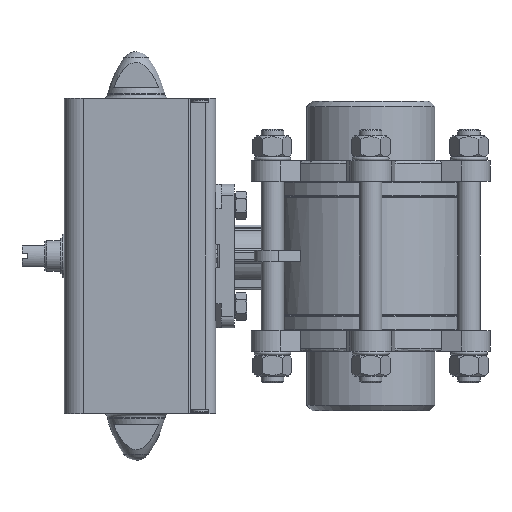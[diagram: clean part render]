
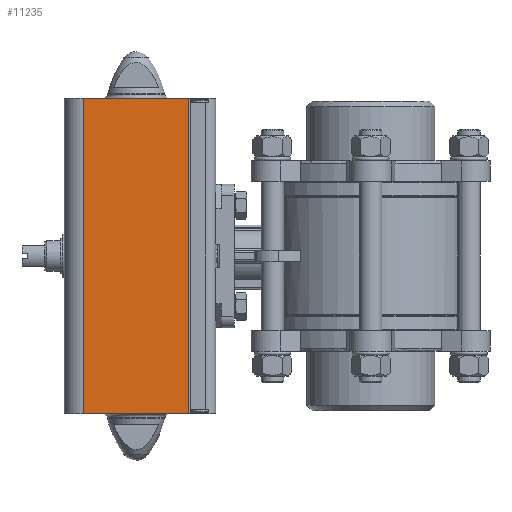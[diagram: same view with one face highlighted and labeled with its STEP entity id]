
A CAD part, left-side view. The second image highlights one B-rep face of the part: STEP entity #11235.
In plain terms, the highlighted planar face has unit normal (-1, 0, 0).
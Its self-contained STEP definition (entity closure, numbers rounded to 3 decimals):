
#3279=ORIENTED_EDGE('',*,*,#5271,.T.);
#3280=ORIENTED_EDGE('',*,*,#5272,.F.);
#3281=ORIENTED_EDGE('',*,*,#5273,.F.);
#3282=ORIENTED_EDGE('',*,*,#5274,.T.);
#5271=EDGE_CURVE('',#6473,#6474,#7307,.T.);
#5272=EDGE_CURVE('',#6475,#6474,#7308,.T.);
#5273=EDGE_CURVE('',#6476,#6475,#7309,.T.);
#5274=EDGE_CURVE('',#6476,#6473,#7310,.T.);
#6473=VERTEX_POINT('',#19730);
#6474=VERTEX_POINT('',#19731);
#6475=VERTEX_POINT('',#19733);
#6476=VERTEX_POINT('',#19735);
#7307=LINE('',#19729,#8095);
#7308=LINE('',#19732,#8096);
#7309=LINE('',#19734,#8097);
#7310=LINE('',#19736,#8098);
#8095=VECTOR('',#14964,1000.);
#8096=VECTOR('',#14965,1000.);
#8097=VECTOR('',#14966,1000.);
#8098=VECTOR('',#14967,1000.);
#9025=EDGE_LOOP('',(#3279,#3280,#3281,#3282));
#10026=FACE_BOUND('',#9025,.T.);
#10640=PLANE('',#12387);
#11235=ADVANCED_FACE('',(#10026),#10640,.F.);
#12387=AXIS2_PLACEMENT_3D('',#19728,#14962,#14963);
#14962=DIRECTION('',(1.,0.,0.));
#14963=DIRECTION('',(0.,0.,-1.));
#14964=DIRECTION('',(0.,-1.,0.));
#14965=DIRECTION('',(0.,0.,-1.));
#14966=DIRECTION('',(0.,-1.,0.));
#14967=DIRECTION('',(0.,0.,-1.));
#19728=CARTESIAN_POINT('',(-51.,37.56,111.95));
#19729=CARTESIAN_POINT('',(-51.,37.56,-111.95));
#19730=CARTESIAN_POINT('',(-51.,37.56,-111.95));
#19731=CARTESIAN_POINT('',(-51.,-37.3,-111.95));
#19732=CARTESIAN_POINT('',(-51.,-37.3,111.95));
#19733=CARTESIAN_POINT('',(-51.,-37.3,111.95));
#19734=CARTESIAN_POINT('',(-51.,37.56,111.95));
#19735=CARTESIAN_POINT('',(-51.,37.56,111.95));
#19736=CARTESIAN_POINT('',(-51.,37.56,111.95));
